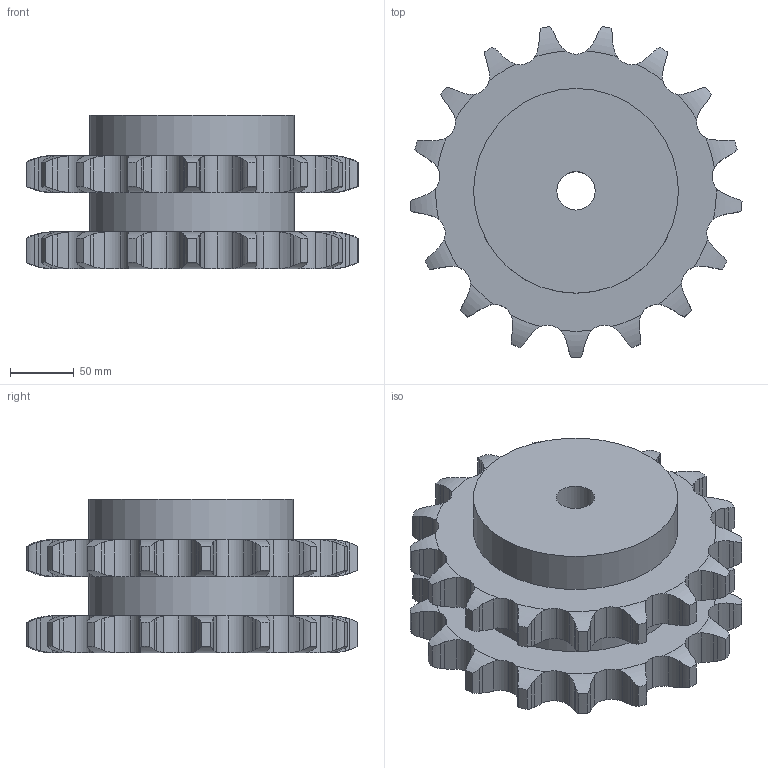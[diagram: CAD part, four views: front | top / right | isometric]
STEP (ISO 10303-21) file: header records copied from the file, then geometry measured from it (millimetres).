
FILE_DESCRIPTION(('FreeCAD Model'),'2;1');
FILE_NAME('Open CASCADE Shape Model','2021-09-04T19:02:14',('FreeCAD'),( 'FreeCAD'),'Open CASCADE STEP processor 7.4','FreeCAD','Unknown');
FILE_SCHEMA(('AUTOMOTIVE_DESIGN { 1 0 10303 214 1 1 1 1 }'));
Length unit declared in the file: millimetre
Products named in the file (1): Open CASCADE STEP translator 7.4 10
Bounding box: 259.45 x 258.39 x 120 mm (x, y, z)
Volume: 3581521.4 mm3; surface area: 232056.1 mm2
Topology: 1 solids, 1 shells, 387 faces, 1144 edges, 763 vertices
Faces by surface type: cylinder 241, plane 74, torus 72
Full cylindrical faces by diameter (mm): 30 x1, 160 x2
Entity records: 35433 total; most frequent: CARTESIAN_POINT 15959, DIRECTION 2693, ORIENTED_EDGE 2288, PCURVE 2288, DEFINITIONAL_REPRESENTATION 2288, B_SPLINE_CURVE_WITH_KNOTS 1644, LINE 1285, VECTOR 1285
